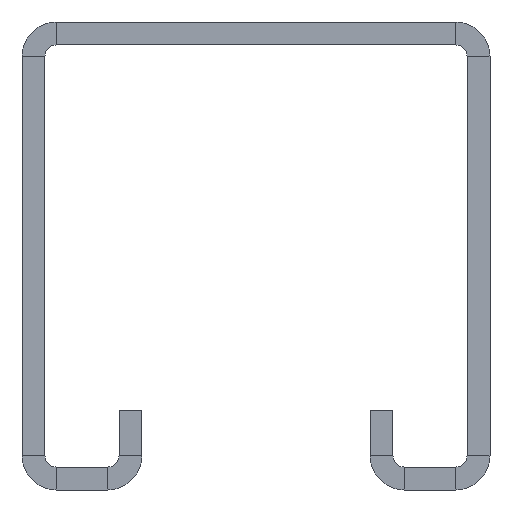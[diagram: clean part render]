
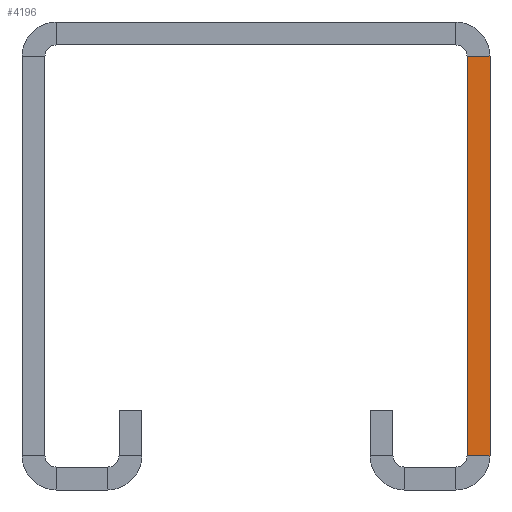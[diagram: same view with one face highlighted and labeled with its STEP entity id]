
A CAD part, front view. The second image highlights one B-rep face of the part: STEP entity #4196.
In plain terms, the highlighted planar face has unit normal (0, -1, 0).
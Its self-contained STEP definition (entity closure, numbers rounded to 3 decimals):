
#401=DIRECTION('',(-1.,0.,0.));
#402=VECTOR('',#401,2.);
#403=CARTESIAN_POINT('',(20.5,-400.,-17.5));
#404=LINE('',#403,#402);
#405=DIRECTION('',(0.,0.,-1.));
#406=VECTOR('',#405,35.);
#407=CARTESIAN_POINT('',(18.5,-400.,17.5));
#408=LINE('',#407,#406);
#409=DIRECTION('',(0.,0.,-1.));
#410=VECTOR('',#409,35.);
#411=CARTESIAN_POINT('',(20.5,-400.,17.5));
#412=LINE('',#411,#410);
#1057=DIRECTION('',(-1.,0.,0.));
#1058=VECTOR('',#1057,2.);
#1059=CARTESIAN_POINT('',(20.5,-400.,17.5));
#1060=LINE('',#1059,#1058);
#2978=CARTESIAN_POINT('',(20.5,-400.,-17.5));
#2980=VERTEX_POINT('',#2978);
#2990=CARTESIAN_POINT('',(20.5,-400.,17.5));
#2992=VERTEX_POINT('',#2990);
#3026=CARTESIAN_POINT('',(18.5,-400.,-17.5));
#3028=VERTEX_POINT('',#3026);
#3038=CARTESIAN_POINT('',(18.5,-400.,17.5));
#3040=VERTEX_POINT('',#3038);
#4182=CARTESIAN_POINT('',(19.5,-400.,0.));
#4183=DIRECTION('',(0.,-1.,0.));
#4184=DIRECTION('',(0.,0.,-1.));
#4185=AXIS2_PLACEMENT_3D('',#4182,#4183,#4184);
#4186=PLANE('',#4185);
#4188=ORIENTED_EDGE('',*,*,#4187,.T.);
#4190=ORIENTED_EDGE('',*,*,#4189,.F.);
#4192=ORIENTED_EDGE('',*,*,#4191,.F.);
#4193=ORIENTED_EDGE('',*,*,#4013,.T.);
#4194=EDGE_LOOP('',(#4188,#4190,#4192,#4193));
#4195=FACE_OUTER_BOUND('',#4194,.F.);
#4196=ADVANCED_FACE('',(#4195),#4186,.T.);
#4013=EDGE_CURVE('',#2992,#2980,#412,.T.);
#4187=EDGE_CURVE('',#2980,#3028,#404,.T.);
#4189=EDGE_CURVE('',#3040,#3028,#408,.T.);
#4191=EDGE_CURVE('',#2992,#3040,#1060,.T.);
